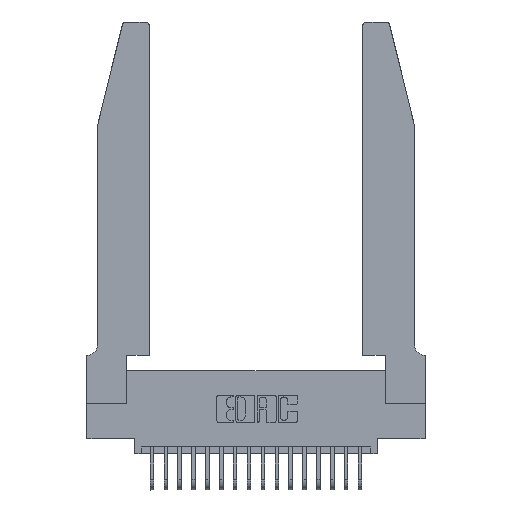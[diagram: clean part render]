
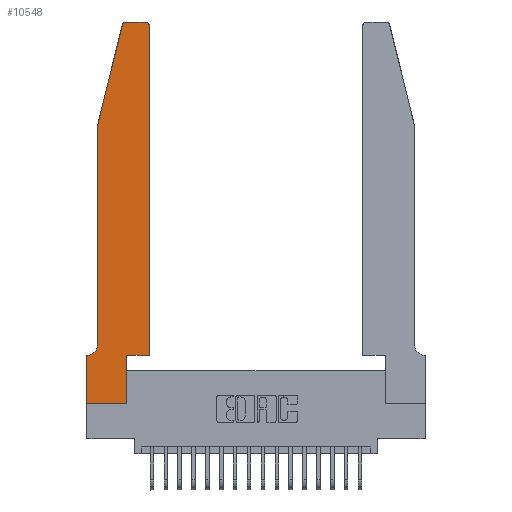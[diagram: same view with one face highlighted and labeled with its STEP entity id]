
A CAD part, top view. The second image highlights one B-rep face of the part: STEP entity #10548.
In plain terms, the highlighted planar face has unit normal (0, 0, 1).
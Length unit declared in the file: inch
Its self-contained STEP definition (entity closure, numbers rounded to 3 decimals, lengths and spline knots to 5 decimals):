
#124 = CARTESIAN_POINT ( 'NONE',  ( 0.2865, 0., 0.37 ) ) ;
#362 = CARTESIAN_POINT ( 'NONE',  ( 0.0755, 0.35, 0.37 ) ) ;
#985 = VECTOR ( 'NONE', #20189, 39.37008 ) ;
#1267 = DIRECTION ( 'NONE',  ( 0., 0., -1. ) ) ;
#1325 = VECTOR ( 'NONE', #7569, 39.37008 ) ;
#1546 = CARTESIAN_POINT ( 'NONE',  ( 0.0755, 2., 0.37 ) ) ;
#2314 = VECTOR ( 'NONE', #13901, 39.37008 ) ;
#2499 = VECTOR ( 'NONE', #10280, 39.37008 ) ;
#2969 = CARTESIAN_POINT ( 'NONE',  ( 0.0755, 0.42, 0.37 ) ) ;
#3365 = EDGE_CURVE ( 'NONE', #14437, #5197, #7123, .T. ) ;
#3700 = ORIENTED_EDGE ( 'NONE', *, *, #14480, .T. ) ;
#3852 = VERTEX_POINT ( 'NONE', #18947 ) ;
#3860 = CARTESIAN_POINT ( 'NONE',  ( 0., 0., 0.37 ) ) ;
#3905 = FACE_OUTER_BOUND ( 'NONE', #18142, .T. ) ;
#4161 = ORIENTED_EDGE ( 'NONE', *, *, #11421, .T. ) ;
#4344 = EDGE_CURVE ( 'NONE', #5197, #12479, #20098, .T. ) ;
#4348 = CARTESIAN_POINT ( 'NONE',  ( 0.4505, 0.35, 0.37 ) ) ;
#4392 = CARTESIAN_POINT ( 'NONE',  ( 0.2865, 0.35, 0.37 ) ) ;
#4633 = EDGE_CURVE ( 'NONE', #3852, #6854, #11029, .T. ) ;
#4767 = DIRECTION ( 'NONE',  ( 0., -1., 0. ) ) ;
#4803 = CARTESIAN_POINT ( 'NONE',  ( 0.2865, 0.35, 0.37 ) ) ;
#4817 = DIRECTION ( 'NONE',  ( -0.239, -0.971, 0. ) ) ;
#5192 = CARTESIAN_POINT ( 'NONE',  ( 0., 0., 0.37 ) ) ;
#5197 = VERTEX_POINT ( 'NONE', #17810 ) ;
#5288 = VECTOR ( 'NONE', #19224, 39.37008 ) ;
#5308 = LINE ( 'NONE', #10801, #985 ) ;
#5321 = AXIS2_PLACEMENT_3D ( 'NONE', #16670, #19819, #10432 ) ;
#5536 = ORIENTED_EDGE ( 'NONE', *, *, #6877, .T. ) ;
#5553 = CARTESIAN_POINT ( 'NONE',  ( 0.0755, 2., 0.37 ) ) ;
#5725 = EDGE_CURVE ( 'NONE', #6854, #15687, #14665, .T. ) ;
#5972 = VERTEX_POINT ( 'NONE', #2969 ) ;
#6100 = CARTESIAN_POINT ( 'NONE',  ( 0.4205, 2.72, 0.37 ) ) ;
#6140 = LINE ( 'NONE', #4348, #1325 ) ;
#6631 = CARTESIAN_POINT ( 'NONE',  ( 0.2605, 2.75, 0.37 ) ) ;
#6636 = CIRCLE ( 'NONE', #10376, 0.03 ) ;
#6662 = CARTESIAN_POINT ( 'NONE',  ( 0., 0., 0.37 ) ) ;
#6745 = DIRECTION ( 'NONE',  ( 0., 0., 1. ) ) ;
#6770 = CARTESIAN_POINT ( 'NONE',  ( 0.4505, 0.35, 0.37 ) ) ;
#6854 = VERTEX_POINT ( 'NONE', #5192 ) ;
#6877 = EDGE_CURVE ( 'NONE', #12967, #3852, #14862, .T. ) ;
#6999 = ORIENTED_EDGE ( 'NONE', *, *, #5725, .T. ) ;
#7123 = CIRCLE ( 'NONE', #16871, 0.03 ) ;
#7339 = LINE ( 'NONE', #6631, #11060 ) ;
#7459 = VERTEX_POINT ( 'NONE', #16173 ) ;
#7567 = VECTOR ( 'NONE', #4817, 39.37008 ) ;
#7569 = DIRECTION ( 'NONE',  ( 0., 1., 0. ) ) ;
#7681 = DIRECTION ( 'NONE',  ( 1., 0., 0. ) ) ;
#7830 = CARTESIAN_POINT ( 'NONE',  ( 0.4205, 2.75, 0.37 ) ) ;
#8719 = VERTEX_POINT ( 'NONE', #6770 ) ;
#9271 = LINE ( 'NONE', #15809, #17615 ) ;
#9424 = CARTESIAN_POINT ( 'NONE',  ( 0.284, 2.75, 0.37 ) ) ;
#10280 = DIRECTION ( 'NONE',  ( 0., -1., 0. ) ) ;
#10376 = AXIS2_PLACEMENT_3D ( 'NONE', #6100, #17103, #7681 ) ;
#10432 = DIRECTION ( 'NONE',  ( 1., 0., 0. ) ) ;
#10548 = ADVANCED_FACE ( 'NONE', ( #3905 ), #15101, .T. ) ;
#10801 = CARTESIAN_POINT ( 'NONE',  ( 0.4505, 0.35, 0.37 ) ) ;
#10846 = CARTESIAN_POINT ( 'NONE',  ( 0.0055, 0.42, 0.37 ) ) ;
#10923 = ORIENTED_EDGE ( 'NONE', *, *, #4344, .T. ) ;
#11029 = LINE ( 'NONE', #3860, #2499 ) ;
#11060 = VECTOR ( 'NONE', #19195, 39.37008 ) ;
#11273 = ORIENTED_EDGE ( 'NONE', *, *, #12008, .T. ) ;
#11328 = LINE ( 'NONE', #4392, #2314 ) ;
#11421 = EDGE_CURVE ( 'NONE', #5972, #12967, #20165, .T. ) ;
#11549 = VERTEX_POINT ( 'NONE', #4803 ) ;
#12008 = EDGE_CURVE ( 'NONE', #8719, #7459, #6140, .T. ) ;
#12016 = ORIENTED_EDGE ( 'NONE', *, *, #12622, .T. ) ;
#12047 = ORIENTED_EDGE ( 'NONE', *, *, #3365, .T. ) ;
#12439 = DIRECTION ( 'NONE',  ( -1., 0., 0. ) ) ;
#12479 = VERTEX_POINT ( 'NONE', #5553 ) ;
#12596 = EDGE_CURVE ( 'NONE', #15687, #11549, #11328, .T. ) ;
#12622 = EDGE_CURVE ( 'NONE', #7459, #14431, #6636, .T. ) ;
#12967 = VERTEX_POINT ( 'NONE', #16540 ) ;
#13257 = EDGE_CURVE ( 'NONE', #14431, #14437, #7339, .T. ) ;
#13892 = VECTOR ( 'NONE', #14694, 39.37008 ) ;
#13901 = DIRECTION ( 'NONE',  ( 0., 1., 0. ) ) ;
#14431 = VERTEX_POINT ( 'NONE', #7830 ) ;
#14437 = VERTEX_POINT ( 'NONE', #9424 ) ;
#14480 = EDGE_CURVE ( 'NONE', #12479, #5972, #9271, .T. ) ;
#14665 = LINE ( 'NONE', #6662, #5288 ) ;
#14694 = DIRECTION ( 'NONE',  ( -1., 0., 0. ) ) ;
#14862 = LINE ( 'NONE', #362, #13892 ) ;
#15101 = PLANE ( 'NONE',  #5321 ) ;
#15485 = ORIENTED_EDGE ( 'NONE', *, *, #4633, .T. ) ;
#15687 = VERTEX_POINT ( 'NONE', #124 ) ;
#15809 = CARTESIAN_POINT ( 'NONE',  ( 0.0755, 2., 0.37 ) ) ;
#15828 = ORIENTED_EDGE ( 'NONE', *, *, #12596, .T. ) ;
#16137 = AXIS2_PLACEMENT_3D ( 'NONE', #10846, #1267, #12439 ) ;
#16161 = CARTESIAN_POINT ( 'NONE',  ( 0.284, 2.72, 0.37 ) ) ;
#16173 = CARTESIAN_POINT ( 'NONE',  ( 0.4505, 2.72, 0.37 ) ) ;
#16204 = EDGE_CURVE ( 'NONE', #11549, #8719, #5308, .T. ) ;
#16540 = CARTESIAN_POINT ( 'NONE',  ( 0.0055, 0.35, 0.37 ) ) ;
#16670 = CARTESIAN_POINT ( 'NONE',  ( 0., 0.35, 0.37 ) ) ;
#16871 = AXIS2_PLACEMENT_3D ( 'NONE', #16161, #6745, #17740 ) ;
#17103 = DIRECTION ( 'NONE',  ( 0., 0., 1. ) ) ;
#17224 = ORIENTED_EDGE ( 'NONE', *, *, #13257, .T. ) ;
#17291 = ORIENTED_EDGE ( 'NONE', *, *, #16204, .T. ) ;
#17615 = VECTOR ( 'NONE', #4767, 39.37008 ) ;
#17740 = DIRECTION ( 'NONE',  ( 1., 0., 0. ) ) ;
#17810 = CARTESIAN_POINT ( 'NONE',  ( 0.25487, 2.72718, 0.37 ) ) ;
#18142 = EDGE_LOOP ( 'NONE', ( #17224, #12047, #10923, #3700, #4161, #5536, #15485, #6999, #15828, #17291, #11273, #12016 ) ) ;
#18947 = CARTESIAN_POINT ( 'NONE',  ( 0., 0.35, 0.37 ) ) ;
#19195 = DIRECTION ( 'NONE',  ( -1., 0., 0. ) ) ;
#19224 = DIRECTION ( 'NONE',  ( 1., 0., 0. ) ) ;
#19819 = DIRECTION ( 'NONE',  ( 0., 0., 1. ) ) ;
#20098 = LINE ( 'NONE', #1546, #7567 ) ;
#20165 = CIRCLE ( 'NONE', #16137, 0.07 ) ;
#20189 = DIRECTION ( 'NONE',  ( 1., 0., 0. ) ) ;
